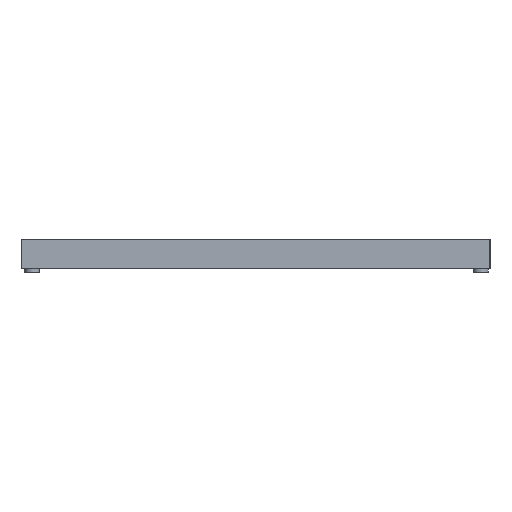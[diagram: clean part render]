
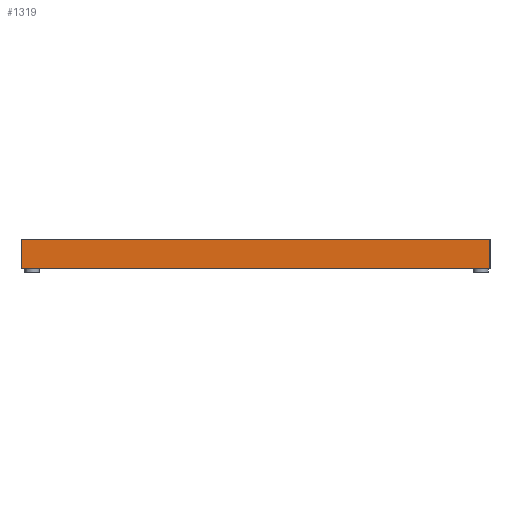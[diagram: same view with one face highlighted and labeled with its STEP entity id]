
A CAD part, left-side view. The second image highlights one B-rep face of the part: STEP entity #1319.
In plain terms, the highlighted planar face has unit normal (-1, 0, 0).
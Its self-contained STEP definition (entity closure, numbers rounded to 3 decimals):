
#93=PLANE('',#1438);
#156=FACE_OUTER_BOUND('',#238,.T.);
#238=EDGE_LOOP('',(#1201,#1202,#1203,#1204));
#310=LINE('',#1956,#466);
#395=LINE('',#2133,#551);
#396=LINE('',#2155,#552);
#399=LINE('',#2159,#555);
#466=VECTOR('',#1586,10.);
#551=VECTOR('',#1737,10.);
#552=VECTOR('',#1768,10.);
#555=VECTOR('',#1773,10.);
#639=VERTEX_POINT('',#1953);
#640=VERTEX_POINT('',#1955);
#697=VERTEX_POINT('',#2127);
#699=VERTEX_POINT('',#2131);
#777=EDGE_CURVE('',#640,#639,#310,.T.);
#869=EDGE_CURVE('',#699,#697,#395,.T.);
#880=EDGE_CURVE('',#639,#697,#396,.T.);
#883=EDGE_CURVE('',#640,#699,#399,.T.);
#1201=ORIENTED_EDGE('',*,*,#869,.F.);
#1202=ORIENTED_EDGE('',*,*,#883,.F.);
#1203=ORIENTED_EDGE('',*,*,#777,.T.);
#1204=ORIENTED_EDGE('',*,*,#880,.T.);
#1319=ADVANCED_FACE('',(#156),#93,.T.);
#1438=AXIS2_PLACEMENT_3D('',#2160,#1774,#1775);
#1586=DIRECTION('',(0.,1.,0.));
#1737=DIRECTION('',(0.,1.,0.));
#1768=DIRECTION('',(0.,0.,-1.));
#1773=DIRECTION('',(0.,0.,-1.));
#1774=DIRECTION('center_axis',(-1.,0.,0.));
#1775=DIRECTION('ref_axis',(0.,0.,
1.));
#1953=CARTESIAN_POINT('',(-162.312,61.103,17.701));
#1955=CARTESIAN_POINT('',(-162.312,-67.97,17.701));
#1956=CARTESIAN_POINT('',(-162.312,-67.97,17.701));
#2127=CARTESIAN_POINT('',(-162.312,61.103,9.701));
#2131=CARTESIAN_POINT('',(-162.312,-67.97,9.701));
#2133=CARTESIAN_POINT('',(-162.312,-3.433,9.701));
#2155=CARTESIAN_POINT('',(-162.312,61.103,12.701));
#2159=CARTESIAN_POINT('',(-162.312,-67.97,12.701));
#2160=CARTESIAN_POINT('Origin',(-162.312,-67.97,5.701));
